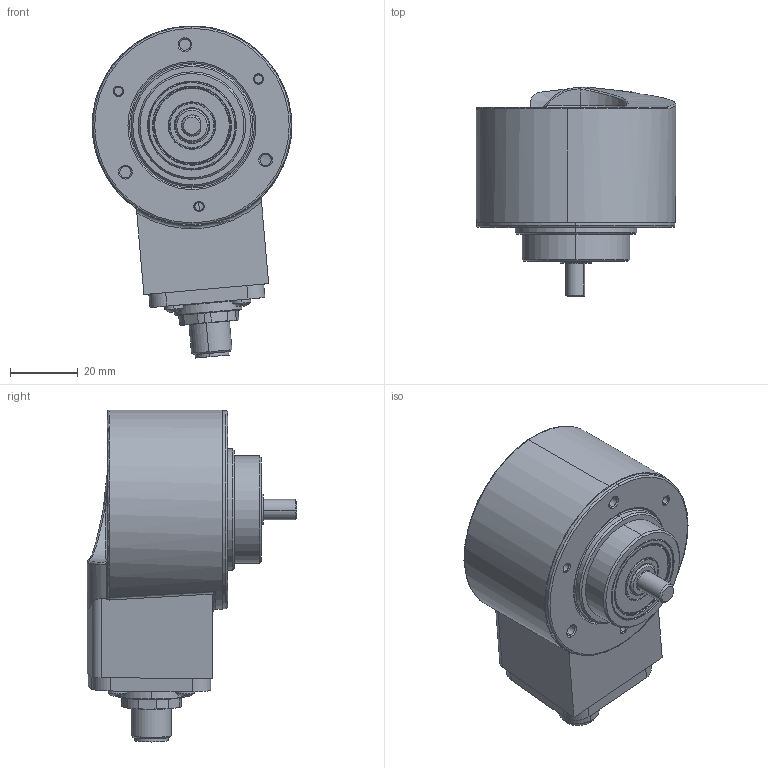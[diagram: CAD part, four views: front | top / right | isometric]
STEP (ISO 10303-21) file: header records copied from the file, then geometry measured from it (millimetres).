
FILE_DESCRIPTION (( 'STEP AP203' ), '1' );
FILE_NAME ('M167.STEP', '2021-10-22T07:02:50', ( '' ), ( '' ), 'SwSTEP 2.0', 'SolidWorks 2020', '' );
FILE_SCHEMA (( 'CONFIG_CONTROL_DESIGN' ));
Length unit declared in the file: millimetre
Products named in the file (1): M167
Bounding box: 58.98 x 62 x 98.1 mm (x, y, z)
Surface area: 21034.4 mm2 (no closed solid volume)
Topology: 0 solids, 19 shells, 261 faces, 700 edges, 463 vertices
Faces by surface type: plane 90, cylinder 82, cone 51, torus 24, bspline 14
Entity records: 9151 total; most frequent: CARTESIAN_POINT 2753, DIRECTION 1343, ORIENTED_EDGE 1205, EDGE_CURVE 699, AXIS2_PLACEMENT_3D 531, VERTEX_POINT 463, EDGE_LOOP 287, CIRCLE 283
